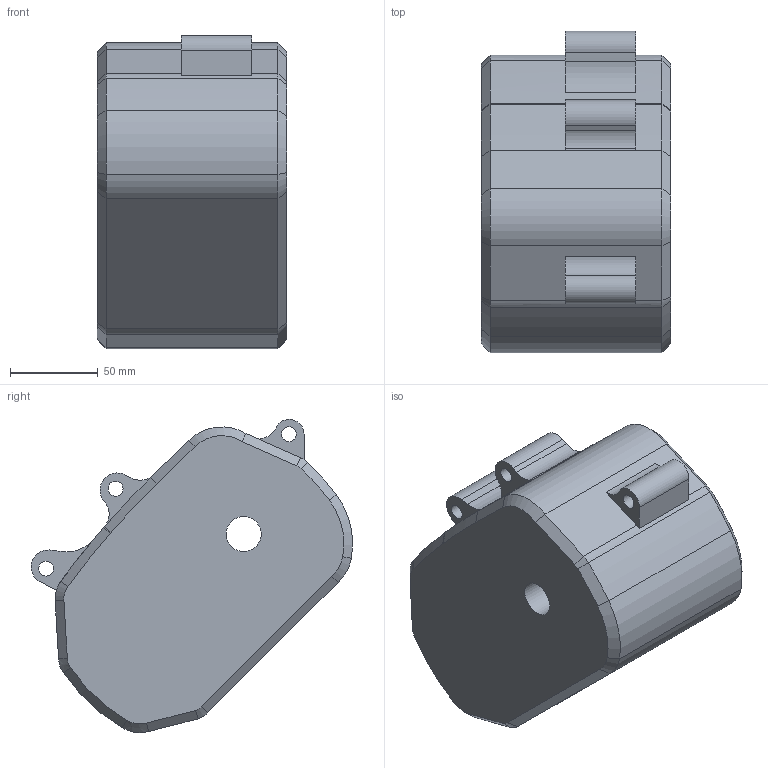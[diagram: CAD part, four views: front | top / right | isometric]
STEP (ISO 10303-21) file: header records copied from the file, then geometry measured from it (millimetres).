
FILE_DESCRIPTION(/* description */ (''),/* implementation_level */ '2;1');
FILE_NAME(/* name */ 'd0064746-052a-11ec-9377-0226f5980261.step',/* time_stamp */ '2021-08-24T22:30:05+00:00',/* author */ (''),/* organization */ (''),/* preprocessor_version */ 'ST-DEVELOPER v18.1',/* originating_system */ 'Autodesk Translation Framework v10.6.0.1341',/* authorisation */ '');
FILE_SCHEMA (('AUTOMOTIVE_DESIGN { 1 0 10303 214 3 1 1 }'));
Length unit declared in the file: centimetre
Products named in the file (1): temp_body
Bounding box: 108 x 183.17 x 178.52 mm (x, y, z)
Volume: 2071212.4 mm3; surface area: 105347.8 mm2
Topology: 1 solids, 1 shells, 79 faces, 193 edges, 116 vertices
Faces by surface type: plane 30, cylinder 25, cone 24
Full cylindrical faces by diameter (mm): 8.5 x3, 20 x1
Entity records: 2393 total; most frequent: CARTESIAN_POINT 443, DIRECTION 423, ORIENTED_EDGE 386, EDGE_CURVE 193, AXIS2_PLACEMENT_3D 160, VERTEX_POINT 116, LINE 103, VECTOR 103
